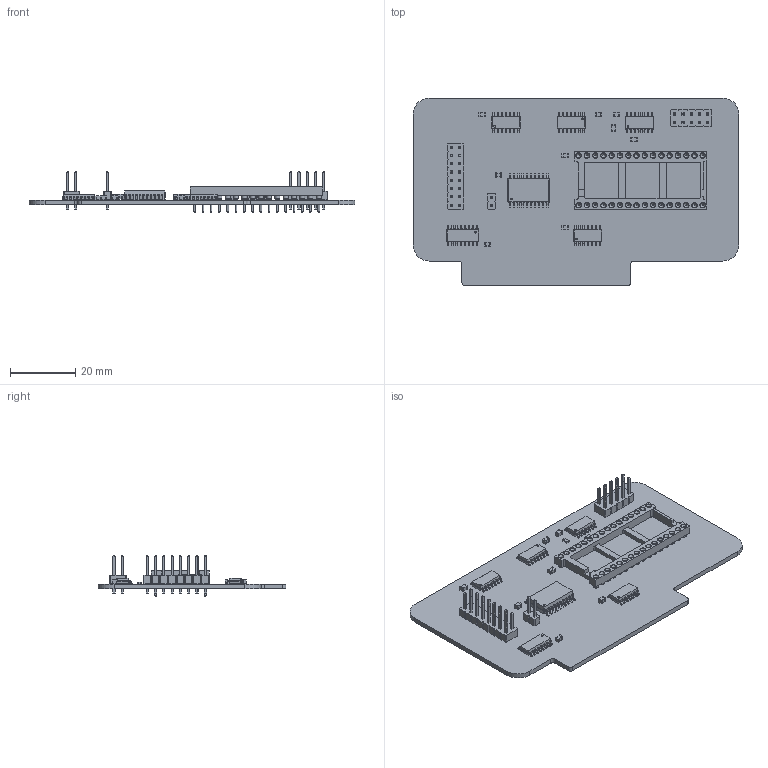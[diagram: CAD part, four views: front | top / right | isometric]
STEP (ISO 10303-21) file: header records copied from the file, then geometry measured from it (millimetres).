
FILE_DESCRIPTION(('KiCad electronic assembly'),'2;1');
FILE_NAME('RAM Card.step','2025-10-28T02:42:34',('Pcbnew'),('Kicad'), 'Open CASCADE STEP processor 7.8','KiCad to STEP converter','Unknown' );
FILE_SCHEMA(('AUTOMOTIVE_DESIGN { 1 0 10303 214 1 1 1 1 }'));
Length unit declared in the file: millimetre
Products named in the file (11): RAM Card 1; C_0805_2012Metric; SOIC-14_3.9x8.7mm_P1.27mm; PinHeader_2x08_P2.54mm_Vertical; R_0805_2012Metric; SOIC-20W_7.5x12.8mm_P1.27mm; DIP-32_W15.24mm_Socket; PinHeader_1x02_P2.54mm_Vertical; SOIC-16_3.9x9.9mm_P1.27mm; PinHeader_2x05_P2.54mm_Vertical; RAM Card_PCB
Assembly tree (20 placements, depth 2):
  RAM Card 1
    C_0805_2012Metric  x7
    SOIC-14_3.9x8.7mm_P1.27mm  x4
    PinHeader_2x08_P2.54mm_Vertical
    R_0805_2012Metric  x2
    SOIC-20W_7.5x12.8mm_P1.27mm
    DIP-32_W15.24mm_Socket
    PinHeader_1x02_P2.54mm_Vertical
    SOIC-16_3.9x9.9mm_P1.27mm
    PinHeader_2x05_P2.54mm_Vertical
    RAM Card_PCB
Bounding box: 100 x 57.62 x 12.32 mm (x, y, z)
Volume: 10095.3 mm3; surface area: 15577.4 mm2
Topology: 20 solids, 20 shells, 2905 faces, 7188 edges, 4556 vertices
Faces by surface type: plane 2033, cylinder 680, bspline 96, cone 96
Full cylindrical faces by diameter (mm): 0.508 x64, 0.8 x32, 1 x28, 1.524 x32, 1.724 x32
Entity records: 72464 total; most frequent: CARTESIAN_POINT 10017, DIRECTION 9640, ORIENTED_EDGE 9542, EDGE_CURVE 4771, LINE 3704, VECTOR 3704, VERTEX_POINT 3009, AXIS2_PLACEMENT_3D 2968
